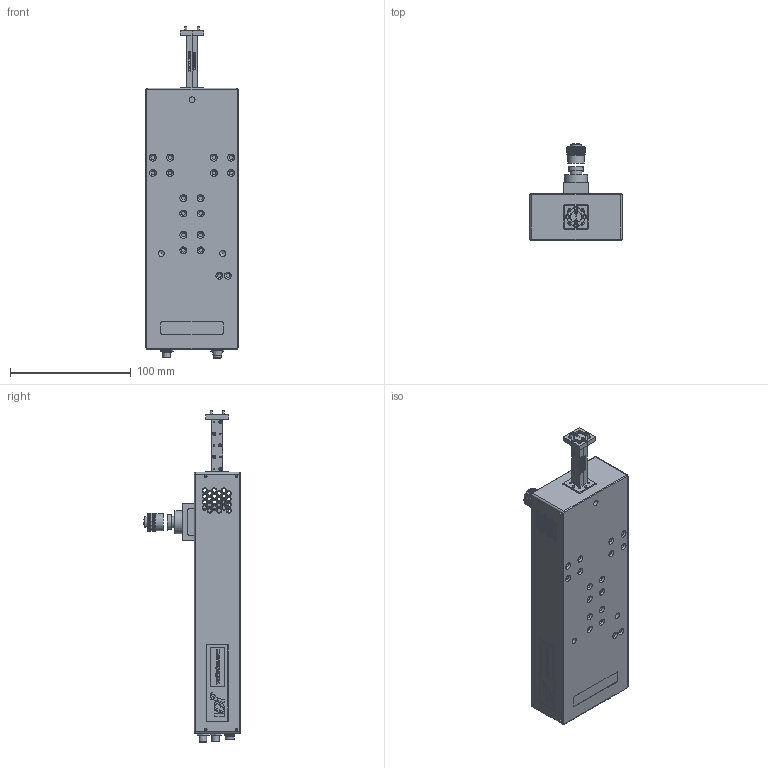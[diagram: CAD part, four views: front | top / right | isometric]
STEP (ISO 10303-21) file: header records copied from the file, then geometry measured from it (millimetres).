
FILE_DESCRIPTION(/* description */ ('VDI1.5VNAXTXRXM-20A without Feet'),/* implementation_level */ '2;1');
FILE_NAME(/* name */ 'VDI1.5VNAXTXRXM-20A_SW without Feet.stp',/* time_stamp */ '2024-10-14T11:22:00-04:00',/* author */ ('sboelens'),/* organization */ (''),/* preprocessor_version */ 'ST-DEVELOPER v20',/* originating_system */ 'Autodesk Inventor 2025',/* authorisation */ '');
FILE_SCHEMA (('AUTOMOTIVE_DESIGN { 1 0 10303 214 3 1 1 }'));
Products named in the file (1): VDI1.5VNAXTXRXM-20A without Feet
Bounding box: 76.2 x 79.83 x 274.5 mm (x, y, z)
Volume: 168078 mm3; surface area: 123806.2 mm2
Topology: 3 solids, 3 shells, 3423 faces, 9196 edges, 5988 vertices
Faces by surface type: plane 1828, bspline 779, cylinder 556, cone 241, torus 10, sphere 9
Full cylindrical faces by diameter (mm): 1.181 x10, 1.537 x3, 1.549 x4, 1.562 x10, 1.613 x8, 1.694 x4, 2 x9, 2.156 x14, 2.159 x8, 2.241 x2, 2.438 x17, 2.642 x10, 3.175 x48, 3.2 x4, 3.277 x18, 3.556 x12, 3.81 x29, 4.496 x8, 4.978 x3, 5.7 x1, 6.223 x8, 7.29 x1, 7.938 x1, 8.382 x1, 8.6 x1, 9.5 x1, 9.58 x1, 10.55 x1, 12 x1, 12.3 x1
Entity records: 116592 total; most frequent: CARTESIAN_POINT 32161, ORIENTED_EDGE 18296, DIRECTION 14008, EDGE_CURVE 9148, VERTEX_POINT 5988, LINE 5640, VECTOR 5640, AXIS2_PLACEMENT_3D 4184
